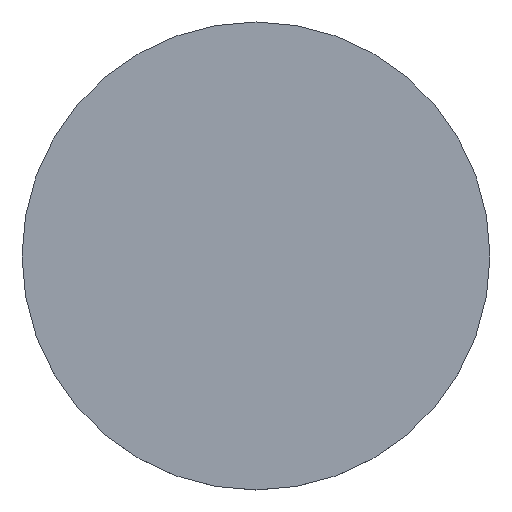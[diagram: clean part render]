
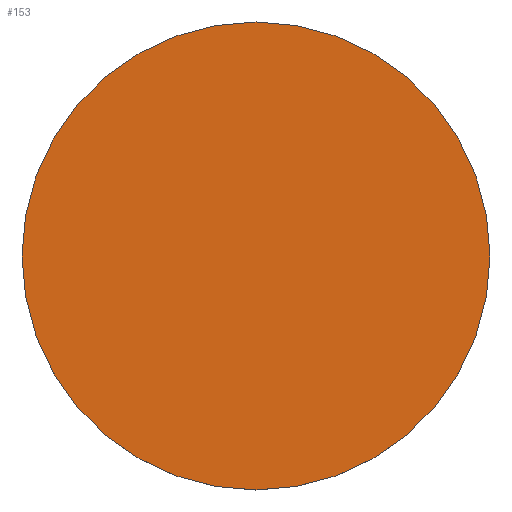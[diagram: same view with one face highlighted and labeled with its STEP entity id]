
A CAD part, top view. The second image highlights one B-rep face of the part: STEP entity #153.
In plain terms, the highlighted planar face has unit normal (0, 0, 1).
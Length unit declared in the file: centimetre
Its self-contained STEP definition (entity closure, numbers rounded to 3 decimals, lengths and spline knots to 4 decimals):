
#51=FACE_OUTER_BOUND('',#62,.T.);
#62=EDGE_LOOP('',(#114));
#74=CIRCLE('',#169,26.5);
#86=VERTEX_POINT('',#254);
#96=EDGE_CURVE('',#86,#86,#74,.T.);
#114=ORIENTED_EDGE('',*,*,#96,.T.);
#150=PLANE('',#168);
#153=ADVANCED_FACE('',(#51),#150,.T.);
#168=AXIS2_PLACEMENT_3D('',#253,#196,#197);
#169=AXIS2_PLACEMENT_3D('',#255,#198,#199);
#196=DIRECTION('center_axis',(0.,0.,1.));
#197=DIRECTION('ref_axis',(1.,0.,0.));
#198=DIRECTION('center_axis',(0.,0.,1.));
#199=DIRECTION('ref_axis',(1.,0.,0.));
#253=CARTESIAN_POINT('Origin',(349.2975,0.,41.9765));
#254=CARTESIAN_POINT('',(375.7975,0.,41.9765));
#255=CARTESIAN_POINT('Origin',(349.2975,0.,41.9765));
